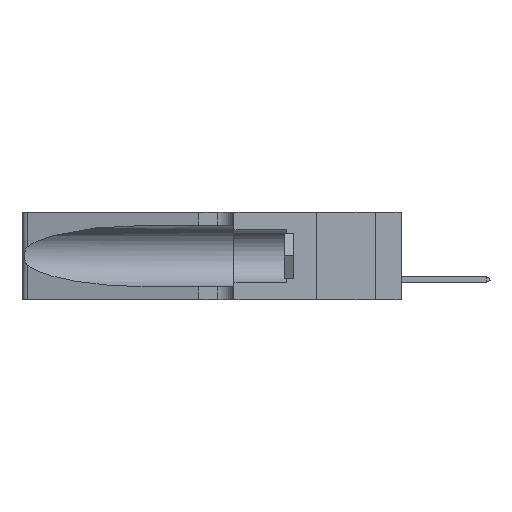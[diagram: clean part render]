
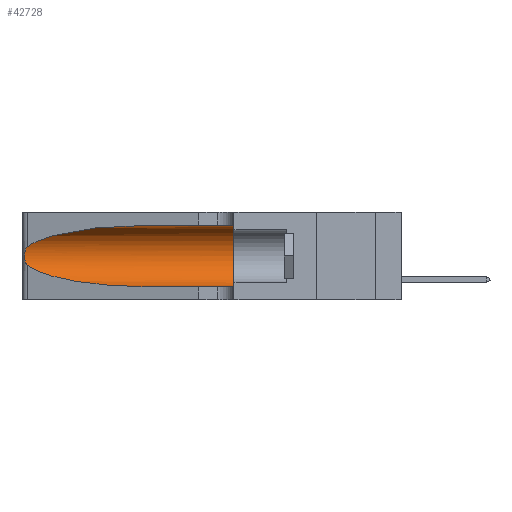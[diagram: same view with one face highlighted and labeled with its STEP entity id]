
A CAD part, left-side view. The second image highlights one B-rep face of the part: STEP entity #42728.
In plain terms, the highlighted cylindrical face has radius 3.308 mm (diameter 6.617 mm), a partial arc.
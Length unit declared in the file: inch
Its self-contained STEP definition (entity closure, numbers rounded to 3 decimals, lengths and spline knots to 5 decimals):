
#639 = CARTESIAN_POINT ( 'NONE',  ( 0.25487, 1.22718, 0.14631 ) ) ;
#660 = EDGE_CURVE ( 'NONE', #20009, #13655, #34758, .T. ) ;
#1178 = ORIENTED_EDGE ( 'NONE', *, *, #29696, .T. ) ;
#1899 = VECTOR ( 'NONE', #24698, 39.37008 ) ;
#1924 = B_SPLINE_CURVE_WITH_KNOTS ( 'NONE', 3,
 ( #3048, #35443, #39536, #44471, #44799, #16678, #48696, #3940, #24276, #23940, #4269, #12424, #7834, #4107 ),
 .UNSPECIFIED., .F., .F.,
 ( 4, 2, 2, 2, 2, 2, 4 ),
 ( 0., 0.00027, 0.00053, 0.00107, 0.0016, 0.00187, 0.00214 ),
 .UNSPECIFIED. ) ;
#2058 = AXIS2_PLACEMENT_3D ( 'NONE', #38440, #23603, #22874 ) ;
#2710 = CYLINDRICAL_SURFACE ( 'NONE', #4059, 0.13025 ) ;
#3048 = CARTESIAN_POINT ( 'NONE',  ( 0.25487, 1.22718, 0.22369 ) ) ;
#3642 = DIRECTION ( 'NONE',  ( 0., 0., -1. ) ) ;
#3940 = CARTESIAN_POINT ( 'NONE',  ( 0.26075, 1.23896, 0.178 ) ) ;
#4059 = AXIS2_PLACEMENT_3D ( 'NONE', #52158, #27687, #3642 ) ;
#4107 = CARTESIAN_POINT ( 'NONE',  ( 0.25487, 1.22718, 0.14631 ) ) ;
#4269 = CARTESIAN_POINT ( 'NONE',  ( 0.25789, 1.23486, 0.15765 ) ) ;
#4772 = VERTEX_POINT ( 'NONE', #52253 ) ;
#7834 = CARTESIAN_POINT ( 'NONE',  ( 0.25555, 1.22993, 0.14849 ) ) ;
#8871 = CARTESIAN_POINT ( 'NONE',  ( 0.18966, 0.96281, 0.05475 ) ) ;
#10390 = CARTESIAN_POINT ( 'NONE',  ( 0.18966, 0.96281, 0.31525 ) ) ;
#10798 = CARTESIAN_POINT ( 'NONE',  ( 0.1305, 0.35, 0.31525 ) ) ;
#11680 = VERTEX_POINT ( 'NONE', #10798 ) ;
#12201 = CARTESIAN_POINT ( 'NONE',  ( 0.25487, 1.22718, 0.14631 ) ) ;
#12424 = CARTESIAN_POINT ( 'NONE',  ( 0.25639, 1.23186, 0.15144 ) ) ;
#13655 = VERTEX_POINT ( 'NONE', #38866 ) ;
#16246 = VECTOR ( 'NONE', #52116, 39.37008 ) ;
#16678 = CARTESIAN_POINT ( 'NONE',  ( 0.26018, 1.23835, 0.19895 ) ) ;
#18402 = EDGE_CURVE ( 'NONE', #41840, #20009, #1924, .T. ) ;
#19332 = EDGE_CURVE ( 'NONE', #13655, #4772, #41194, .T. ) ;
#20009 = VERTEX_POINT ( 'NONE', #12201 ) ;
#20595 = CARTESIAN_POINT ( 'NONE',  ( 0.2373, 1.15595, 0.08982 ) ) ;
#22048 = CARTESIAN_POINT ( 'NONE',  ( 0.1305, 0.72297, 0.31525 ) ) ;
#22847 = EDGE_CURVE ( 'NONE', #11680, #4772, #33192, .T. ) ;
#22874 = DIRECTION ( 'NONE',  ( 0., 0., 1. ) ) ;
#23603 = DIRECTION ( 'NONE',  ( 0., 1., 0. ) ) ;
#23940 = CARTESIAN_POINT ( 'NONE',  ( 0.25856, 1.23593, 0.16098 ) ) ;
#23992 = VERTEX_POINT ( 'NONE', #47546 ) ;
#24276 = CARTESIAN_POINT ( 'NONE',  ( 0.26017, 1.23833, 0.17102 ) ) ;
#24698 = DIRECTION ( 'NONE',  ( 0., -1., 0. ) ) ;
#26362 = EDGE_CURVE ( 'NONE', #23992, #11680, #28792, .T. ) ;
#27485 = CARTESIAN_POINT ( 'NONE',  ( 0.1305, 1.61858, 0.31525 ) ) ;
#27687 = DIRECTION ( 'NONE',  ( 0., -1., 0. ) ) ;
#28764 = ORIENTED_EDGE ( 'NONE', *, *, #26362, .F. ) ;
#28792 = LINE ( 'NONE', #27485, #16246 ) ;
#29696 = EDGE_CURVE ( 'NONE', #23992, #41840, #45771, .T. ) ;
#32482 = CARTESIAN_POINT ( 'NONE',  ( 0.2373, 1.15595, 0.28018 ) ) ;
#33105 = CARTESIAN_POINT ( 'NONE',  ( 0.25487, 1.22718, 0.22369 ) ) ;
#33192 = CIRCLE ( 'NONE', #2058, 0.13025 ) ;
#34736 = ORIENTED_EDGE ( 'NONE', *, *, #660, .T. ) ;
#34758 =( BOUNDED_CURVE ( )  B_SPLINE_CURVE ( 3, ( #639, #20595, #8871, #37018 ),
 .UNSPECIFIED., .F., .T. ) 
 B_SPLINE_CURVE_WITH_KNOTS ( ( 4, 4 ),
 ( 3.44316, 4.71239 ),
 .UNSPECIFIED. ) 
 CURVE ( )  GEOMETRIC_REPRESENTATION_ITEM ( )  RATIONAL_B_SPLINE_CURVE ( ( 1., 0.87, 0.87, 1. ) ) 
 REPRESENTATION_ITEM ( '' )  );
#35443 = CARTESIAN_POINT ( 'NONE',  ( 0.25555, 1.22994, 0.2215 ) ) ;
#35544 = CARTESIAN_POINT ( 'NONE',  ( 0.1305, 1.61858, 0.05475 ) ) ;
#36632 = ORIENTED_EDGE ( 'NONE', *, *, #19332, .T. ) ;
#36803 = EDGE_LOOP ( 'NONE', ( #1178, #37805, #34736, #36632, #43503, #28764 ) ) ;
#37018 = CARTESIAN_POINT ( 'NONE',  ( 0.1305, 0.72297, 0.05475 ) ) ;
#37560 = FACE_OUTER_BOUND ( 'NONE', #36803, .T. ) ;
#37805 = ORIENTED_EDGE ( 'NONE', *, *, #18402, .T. ) ;
#38440 = CARTESIAN_POINT ( 'NONE',  ( 0.1305, 0.35, 0.185 ) ) ;
#38866 = CARTESIAN_POINT ( 'NONE',  ( 0.1305, 0.72297, 0.05475 ) ) ;
#39536 = CARTESIAN_POINT ( 'NONE',  ( 0.25639, 1.23184, 0.21858 ) ) ;
#41194 = LINE ( 'NONE', #35544, #1899 ) ;
#41840 = VERTEX_POINT ( 'NONE', #33105 ) ;
#42007 = CARTESIAN_POINT ( 'NONE',  ( 0.25487, 1.22718, 0.22369 ) ) ;
#42728 = ADVANCED_FACE ( 'NONE', ( #37560 ), #2710, .F. ) ;
#43503 = ORIENTED_EDGE ( 'NONE', *, *, #22847, .F. ) ;
#44471 = CARTESIAN_POINT ( 'NONE',  ( 0.25787, 1.23484, 0.2124 ) ) ;
#44799 = CARTESIAN_POINT ( 'NONE',  ( 0.25854, 1.2359, 0.20912 ) ) ;
#45771 =( BOUNDED_CURVE ( )  B_SPLINE_CURVE ( 3, ( #22048, #10390, #32482, #42007 ),
 .UNSPECIFIED., .F., .T. ) 
 B_SPLINE_CURVE_WITH_KNOTS ( ( 4, 4 ),
 ( 1.5708, 2.84003 ),
 .UNSPECIFIED. ) 
 CURVE ( )  GEOMETRIC_REPRESENTATION_ITEM ( )  RATIONAL_B_SPLINE_CURVE ( ( 1., 0.87, 0.87, 1. ) ) 
 REPRESENTATION_ITEM ( '' )  );
#47546 = CARTESIAN_POINT ( 'NONE',  ( 0.1305, 0.72297, 0.31525 ) ) ;
#48696 = CARTESIAN_POINT ( 'NONE',  ( 0.26075, 1.23896, 0.19203 ) ) ;
#52116 = DIRECTION ( 'NONE',  ( 0., -1., 0. ) ) ;
#52158 = CARTESIAN_POINT ( 'NONE',  ( 0.1305, 1.61858, 0.185 ) ) ;
#52253 = CARTESIAN_POINT ( 'NONE',  ( 0.1305, 0.35, 0.05475 ) ) ;
